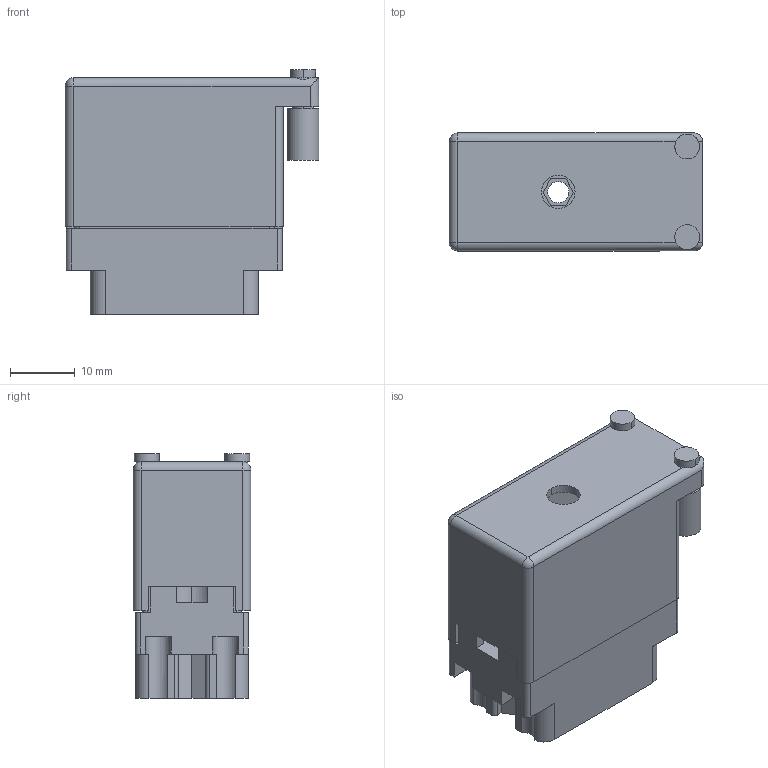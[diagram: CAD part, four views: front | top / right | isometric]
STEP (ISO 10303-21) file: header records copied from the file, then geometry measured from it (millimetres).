
FILE_DESCRIPTION (( 'STEP AP203' ), '1' );
FILE_NAME ('516-020-520-350.STEP', '2020-03-09T15:55:04', ( '' ), ( '' ), 'SwSTEP 2.0', 'SolidWorks 2016', '' );
FILE_SCHEMA (( 'CONFIG_CONTROL_DESIGN' ));
Length unit declared in the file: inch
Products named in the file (4): 516 Plug Insulator_020; 516-292-001_520 Contact; 516-230-001_Metal - 020 Side Entry; 516-020-520-350
Assembly tree (22 placements, depth 2):
  516-020-520-350
    516 Plug Insulator_020
    516-292-001_520 Contact  x20
    516-230-001_Metal - 020 Side Entry
Bounding box: 39.12 x 18.16 x 37.77 mm (x, y, z)
Volume: 8926.4 mm3; surface area: 16108 mm2
Topology: 22 solids, 22 shells, 2117 faces, 6134 edges, 4068 vertices
Faces by surface type: plane 1308, cylinder 685, bspline 120, cone 2, sphere 2
Entity records: 26093 total; most frequent: CARTESIAN_POINT 4724, ORIENTED_EDGE 4360, DIRECTION 4220, EDGE_CURVE 2180, VECTOR 1598, LINE 1598, VERTEX_POINT 1446, AXIS2_PLACEMENT_3D 1311
